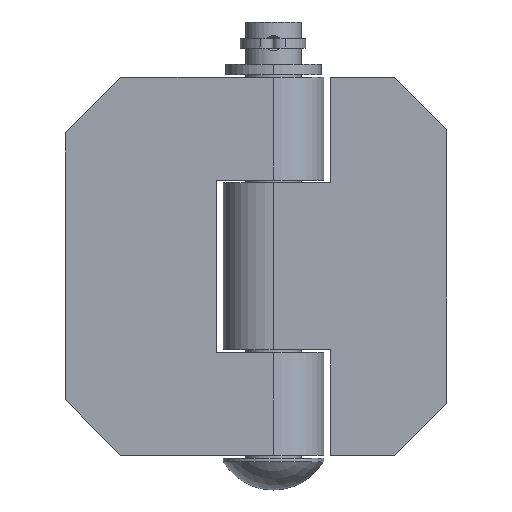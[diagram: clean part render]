
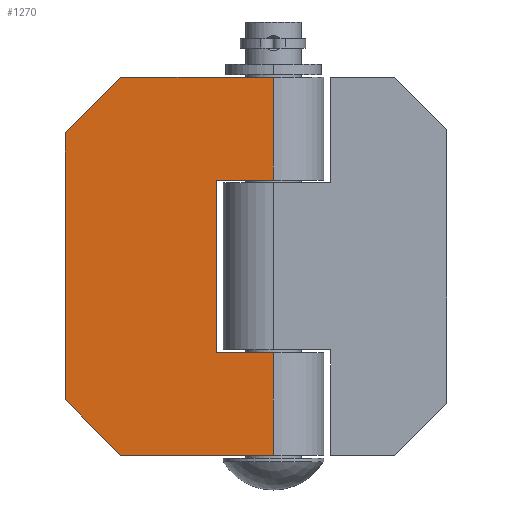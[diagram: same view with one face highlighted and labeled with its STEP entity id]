
A CAD part, front view. The second image highlights one B-rep face of the part: STEP entity #1270.
In plain terms, the highlighted planar face has unit normal (0, -1, 0).
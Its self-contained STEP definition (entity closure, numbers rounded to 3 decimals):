
#638 = CARTESIAN_POINT ( 'NONE',  ( -60., -14.5, 38.5 ) ) ;
#646 = CARTESIAN_POINT ( 'NONE',  ( -16.5, -14.5, -24.9 ) ) ;
#686 = CARTESIAN_POINT ( 'NONE',  ( -44., -14.5, -54.5 ) ) ;
#694 = CARTESIAN_POINT ( 'NONE',  ( 0., -14.5, -54.5 ) ) ;
#696 = DIRECTION ( 'NONE',  ( 1., 0., 0. ) ) ;
#729 = CARTESIAN_POINT ( 'NONE',  ( 0., -14.5, -54.5 ) ) ;
#749 = CARTESIAN_POINT ( 'NONE',  ( -60., -14.5, -38.5 ) ) ;
#774 = CARTESIAN_POINT ( 'NONE',  ( 0., -14.5, 24.9 ) ) ;
#791 = CARTESIAN_POINT ( 'NONE',  ( -44., -14.5, 54.5 ) ) ;
#800 = CARTESIAN_POINT ( 'NONE',  ( 0., -14.5, 54.5 ) ) ;
#803 = CARTESIAN_POINT ( 'NONE',  ( -16.5, -14.5, 24.9 ) ) ;
#809 = CARTESIAN_POINT ( 'NONE',  ( 0., -14.5, -24.9 ) ) ;
#930 = VERTEX_POINT ( 'NONE', #686 ) ;
#932 = VERTEX_POINT ( 'NONE', #800 ) ;
#936 = VERTEX_POINT ( 'NONE', #809 ) ;
#951 = VERTEX_POINT ( 'NONE', #694 ) ;
#956 = VERTEX_POINT ( 'NONE', #774 ) ;
#959 = VERTEX_POINT ( 'NONE', #646 ) ;
#993 = VERTEX_POINT ( 'NONE', #749 ) ;
#994 = VERTEX_POINT ( 'NONE', #803 ) ;
#996 = VERTEX_POINT ( 'NONE', #638 ) ;
#998 = VERTEX_POINT ( 'NONE', #791 ) ;
#1089 = EDGE_CURVE ( 'NONE', #930, #951, #1741, .T. ) ;
#1135 = EDGE_CURVE ( 'NONE', #932, #956, #1764, .T. ) ;
#1143 = EDGE_CURVE ( 'NONE', #959, #994, #1402, .T. ) ;
#1147 = EDGE_CURVE ( 'NONE', #998, #996, #1675, .T. ) ;
#1148 = EDGE_CURVE ( 'NONE', #994, #956, #1676, .T. ) ;
#1150 = EDGE_CURVE ( 'NONE', #996, #993, #1674, .T. ) ;
#1151 = EDGE_CURVE ( 'NONE', #993, #930, #1673, .T. ) ;
#1154 = EDGE_CURVE ( 'NONE', #998, #932, #1670, .T. ) ;
#1156 = EDGE_CURVE ( 'NONE', #936, #959, #1671, .T. ) ;
#1157 = EDGE_CURVE ( 'NONE', #936, #951, #1669, .T. ) ;
#1270 = ADVANCED_FACE ( 'NONE', ( #1633 ), #3837, .F. ) ;
#1402 = LINE ( 'NONE', #3590, #2733 ) ;
#1424 = ORIENTED_EDGE ( 'NONE', *, *, #1157, .F. ) ;
#1520 = EDGE_LOOP ( 'NONE', ( #1708, #1725, #1707, #1722, #1721, #1424, #1719, #1726, #1724, #1727 ) ) ;
#1633 = FACE_OUTER_BOUND ( 'NONE', #1520, .T. ) ;
#1669 = LINE ( 'NONE', #3664, #2872 ) ;
#1670 = LINE ( 'NONE', #3662, #2881 ) ;
#1671 = LINE ( 'NONE', #3655, #2878 ) ;
#1673 = LINE ( 'NONE', #3625, #2849 ) ;
#1674 = LINE ( 'NONE', #3630, #2887 ) ;
#1675 = LINE ( 'NONE', #3608, #2864 ) ;
#1676 = LINE ( 'NONE', #3582, #2742 ) ;
#1707 = ORIENTED_EDGE ( 'NONE', *, *, #1150, .T. ) ;
#1708 = ORIENTED_EDGE ( 'NONE', *, *, #1154, .F. ) ;
#1719 = ORIENTED_EDGE ( 'NONE', *, *, #1156, .T. ) ;
#1721 = ORIENTED_EDGE ( 'NONE', *, *, #1089, .T. ) ;
#1722 = ORIENTED_EDGE ( 'NONE', *, *, #1151, .T. ) ;
#1724 = ORIENTED_EDGE ( 'NONE', *, *, #1148, .T. ) ;
#1725 = ORIENTED_EDGE ( 'NONE', *, *, #1147, .T. ) ;
#1726 = ORIENTED_EDGE ( 'NONE', *, *, #1143, .T. ) ;
#1727 = ORIENTED_EDGE ( 'NONE', *, *, #1135, .F. ) ;
#1741 = LINE ( 'NONE', #729, #2939 ) ;
#1764 = LINE ( 'NONE', #3447, #2741 ) ;
#2733 = VECTOR ( 'NONE', #3639, 1000. ) ;
#2741 = VECTOR ( 'NONE', #3603, 1000. ) ;
#2742 = VECTOR ( 'NONE', #3611, 1000. ) ;
#2849 = VECTOR ( 'NONE', #3624, 1000. ) ;
#2864 = VECTOR ( 'NONE', #3595, 1000. ) ;
#2872 = VECTOR ( 'NONE', #3665, 1000. ) ;
#2878 = VECTOR ( 'NONE', #3631, 1000. ) ;
#2881 = VECTOR ( 'NONE', #3660, 1000. ) ;
#2887 = VECTOR ( 'NONE', #3628, 1000. ) ;
#2913 = AXIS2_PLACEMENT_3D ( 'NONE', #3834, #3787, #3773 ) ;
#2939 = VECTOR ( 'NONE', #696, 1000. ) ;
#3447 = CARTESIAN_POINT ( 'NONE',  ( 0., -14.5, 54.5 ) ) ;
#3582 = CARTESIAN_POINT ( 'NONE',  ( 0., -14.5, 24.9 ) ) ;
#3590 = CARTESIAN_POINT ( 'NONE',  ( -16.5, -14.5, 54.5 ) ) ;
#3595 = DIRECTION ( 'NONE',  ( -0.707, 0., -0.707 ) ) ;
#3603 = DIRECTION ( 'NONE',  ( 0., 0., -1. ) ) ;
#3608 = CARTESIAN_POINT ( 'NONE',  ( -22., -14.5, 76.5 ) ) ;
#3611 = DIRECTION ( 'NONE',  ( 1., 0., 0. ) ) ;
#3624 = DIRECTION ( 'NONE',  ( 0.707, 0., -0.707 ) ) ;
#3625 = CARTESIAN_POINT ( 'NONE',  ( -76.5, -14.5, -22. ) ) ;
#3628 = DIRECTION ( 'NONE',  ( 0., 0., -1. ) ) ;
#3630 = CARTESIAN_POINT ( 'NONE',  ( -60., -14.5, 54.5 ) ) ;
#3631 = DIRECTION ( 'NONE',  ( -1., 0., 0. ) ) ;
#3639 = DIRECTION ( 'NONE',  ( 0., 0., 1. ) ) ;
#3655 = CARTESIAN_POINT ( 'NONE',  ( 0., -14.5, -24.9 ) ) ;
#3660 = DIRECTION ( 'NONE',  ( 1., 0., 0. ) ) ;
#3662 = CARTESIAN_POINT ( 'NONE',  ( 0., -14.5, 54.5 ) ) ;
#3664 = CARTESIAN_POINT ( 'NONE',  ( 0., -14.5, 54.5 ) ) ;
#3665 = DIRECTION ( 'NONE',  ( 0., 0., -1. ) ) ;
#3773 = DIRECTION ( 'NONE',  ( -1., 0., 0. ) ) ;
#3787 = DIRECTION ( 'NONE',  ( 0., 1., 0. ) ) ;
#3834 = CARTESIAN_POINT ( 'NONE',  ( 0., -14.5, 54.5 ) ) ;
#3837 = PLANE ( 'NONE',  #2913 ) ;
